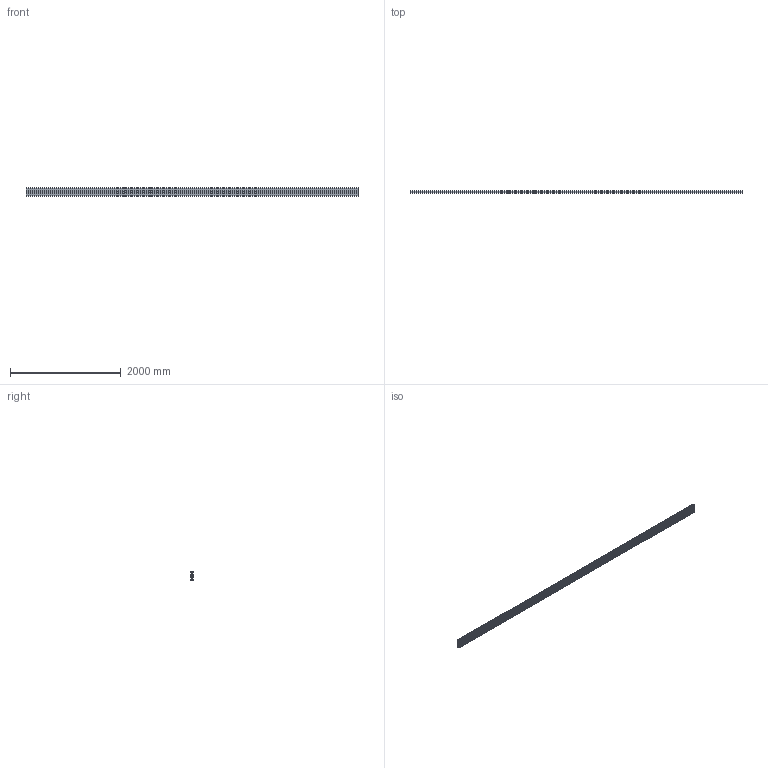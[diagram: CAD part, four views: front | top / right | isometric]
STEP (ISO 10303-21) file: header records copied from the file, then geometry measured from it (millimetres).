
FILE_DESCRIPTION (( 'STEP AP214' ), '1' );
FILE_NAME ('202085 Profil 8 40x160L.STEP', '2019-02-06T12:37:12', ( '' ), ( '' ), 'SwSTEP 2.0', 'SolidWorks 2017', '' );
FILE_SCHEMA (( 'AUTOMOTIVE_DESIGN' ));
Length unit declared in the file: millimetre
Products named in the file (1): 202085 Profil 8 40x160L
Bounding box: 6000 x 40 x 160 mm (x, y, z)
Volume: 12722148.6 mm3; surface area: 8193038.3 mm2
Topology: 1 solids, 1 shells, 382 faces, 1140 edges, 760 vertices
Faces by surface type: cylinder 204, plane 178
Entity records: 13050 total; most frequent: DIRECTION 2314, CARTESIAN_POINT 2283, ORIENTED_EDGE 2280, EDGE_CURVE 1140, AXIS2_PLACEMENT_3D 791, VERTEX_POINT 760, LINE 732, VECTOR 732
